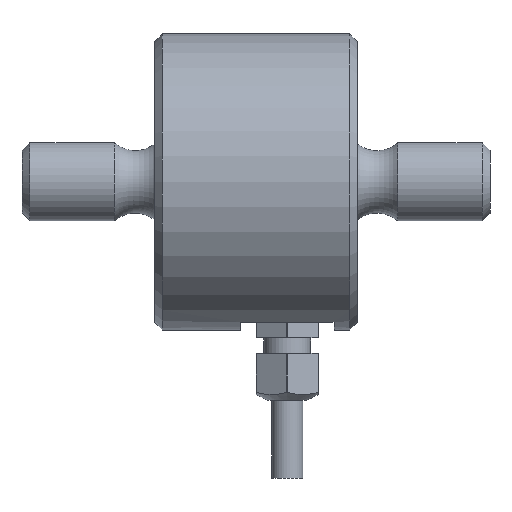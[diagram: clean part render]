
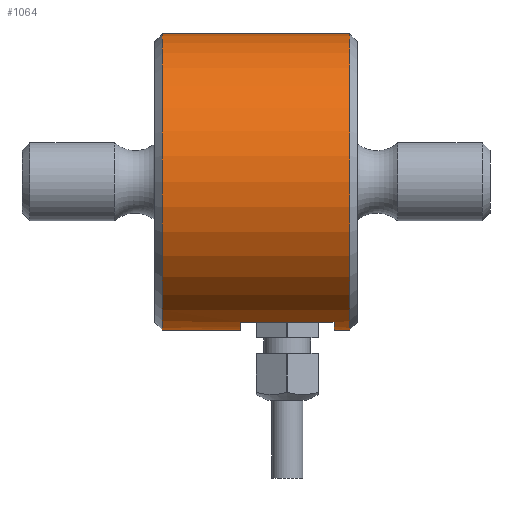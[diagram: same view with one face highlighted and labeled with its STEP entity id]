
A CAD part, top view. The second image highlights one B-rep face of the part: STEP entity #1064.
In plain terms, the highlighted cylindrical face has radius 19 mm (diameter 38 mm), a full revolution.
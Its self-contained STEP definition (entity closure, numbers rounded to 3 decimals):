
#91=CYLINDRICAL_SURFACE('',#1227,19.);
#115=FACE_OUTER_BOUND('',#181,.T.);
#181=EDGE_LOOP('',(#743,#744,#745,#746,#747,#748,#749,#750,#751,#752,#753,
#754));
#256=LINE('',#1758,#324);
#257=LINE('',#1762,#325);
#258=LINE('',#1766,#326);
#259=LINE('',#1771,#327);
#324=VECTOR('',#1392,19.);
#325=VECTOR('',#1395,10.);
#326=VECTOR('',#1398,19.);
#327=VECTOR('',#1403,10.);
#391=CIRCLE('',#1225,19.);
#393=CIRCLE('',#1228,19.);
#394=CIRCLE('',#1229,19.);
#395=CIRCLE('',#1230,19.);
#396=CIRCLE('',#1231,19.);
#397=CIRCLE('',#1232,19.);
#470=VERTEX_POINT('',#1751);
#472=VERTEX_POINT('',#1757);
#473=VERTEX_POINT('',#1759);
#474=VERTEX_POINT('',#1761);
#475=VERTEX_POINT('',#1763);
#476=VERTEX_POINT('',#1765);
#477=VERTEX_POINT('',#1768);
#478=VERTEX_POINT('',#1770);
#577=EDGE_CURVE('',#470,#470,#391,.T.);
#580=EDGE_CURVE('',#470,#472,#256,.T.);
#581=EDGE_CURVE('',#472,#473,#393,.T.);
#582=EDGE_CURVE('',#473,#474,#257,.T.);
#583=EDGE_CURVE('',#475,#474,#394,.T.);
#584=EDGE_CURVE('',#475,#476,#258,.T.);
#585=EDGE_CURVE('',#476,#476,#395,.T.);
#586=EDGE_CURVE('',#477,#475,#396,.T.);
#587=EDGE_CURVE('',#477,#478,#259,.T.);
#588=EDGE_CURVE('',#478,#472,#397,.T.);
#743=ORIENTED_EDGE('',*,*,#577,.F.);
#744=ORIENTED_EDGE('',*,*,#580,.T.);
#745=ORIENTED_EDGE('',*,*,#581,.T.);
#746=ORIENTED_EDGE('',*,*,#582,.T.);
#747=ORIENTED_EDGE('',*,*,#583,.F.);
#748=ORIENTED_EDGE('',*,*,#584,.T.);
#749=ORIENTED_EDGE('',*,*,#585,.F.);
#750=ORIENTED_EDGE('',*,*,#584,.F.);
#751=ORIENTED_EDGE('',*,*,#586,.F.);
#752=ORIENTED_EDGE('',*,*,#587,.T.);
#753=ORIENTED_EDGE('',*,*,#588,.T.);
#754=ORIENTED_EDGE('',*,*,#580,.F.);
#1064=ADVANCED_FACE('',(#115),#91,.T.);
#1225=AXIS2_PLACEMENT_3D('',#1752,#1385,#1386);
#1227=AXIS2_PLACEMENT_3D('',#1756,#1390,#1391);
#1228=AXIS2_PLACEMENT_3D('',#1760,#1393,#1394);
#1229=AXIS2_PLACEMENT_3D('',#1764,#1396,#1397);
#1230=AXIS2_PLACEMENT_3D('',#1767,#1399,#1400);
#1231=AXIS2_PLACEMENT_3D('',#1769,#1401,#1402);
#1232=AXIS2_PLACEMENT_3D('',#1772,#1404,#1405);
#1385=DIRECTION('center_axis',(-1.,0.,0.));
#1386=DIRECTION('ref_axis',(0.,1.,0.));
#1390=DIRECTION('center_axis',(-1.,0.,0.));
#1391=DIRECTION('ref_axis',(0.,1.,0.));
#1392=DIRECTION('',(1.,0.,0.));
#1393=DIRECTION('center_axis',(-1.,0.,0.));
#1394=DIRECTION('ref_axis',(0.,1.,0.));
#1395=DIRECTION('',(1.,0.,0.));
#1396=DIRECTION('center_axis',(-1.,0.,0.));
#1397=DIRECTION('ref_axis',(0.,0.,-1.));
#1398=DIRECTION('',(1.,0.,0.));
#1399=DIRECTION('center_axis',(1.,0.,0.));
#1400=DIRECTION('ref_axis',(0.,1.,0.));
#1401=DIRECTION('center_axis',(-1.,0.,0.));
#1402=DIRECTION('ref_axis',(0.,0.,-1.));
#1403=DIRECTION('',(-1.,0.,0.));
#1404=DIRECTION('center_axis',(-1.,0.,0.));
#1405=DIRECTION('ref_axis',(0.,1.,0.));
#1751=CARTESIAN_POINT('',(-12.,-19.,0.));
#1752=CARTESIAN_POINT('Origin',(-12.,0.,0.));
#1756=CARTESIAN_POINT('Origin',(6.,0.,0.));
#1757=CARTESIAN_POINT('',(-2.,-19.,0.));
#1758=CARTESIAN_POINT('',(6.,-19.,0.));
#1759=CARTESIAN_POINT('',(-2.,-18.,6.083));
#1760=CARTESIAN_POINT('Origin',(-2.,0.,0.));
#1761=CARTESIAN_POINT('',(10.,-18.,6.083));
#1762=CARTESIAN_POINT('',(6.,-18.,6.083));
#1763=CARTESIAN_POINT('',(10.,-19.,0.));
#1764=CARTESIAN_POINT('Origin',(10.,0.,0.));
#1765=CARTESIAN_POINT('',(12.,-19.,0.));
#1766=CARTESIAN_POINT('',(6.,-19.,0.));
#1767=CARTESIAN_POINT('Origin',(12.,0.,0.));
#1768=CARTESIAN_POINT('',(10.,-18.,-6.083));
#1769=CARTESIAN_POINT('Origin',(10.,0.,0.));
#1770=CARTESIAN_POINT('',(-2.,-18.,-6.083));
#1771=CARTESIAN_POINT('',(6.,-18.,-6.083));
#1772=CARTESIAN_POINT('Origin',(-2.,0.,0.));
